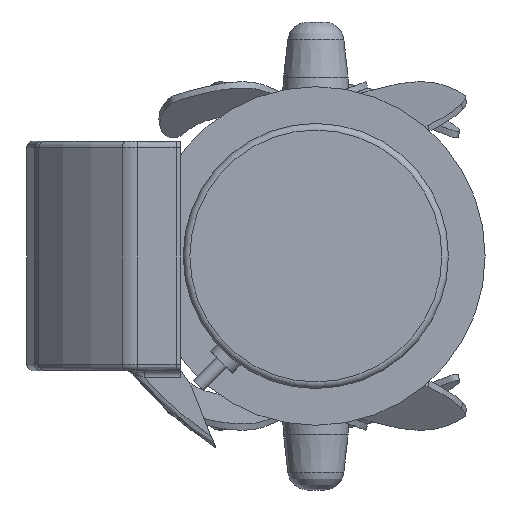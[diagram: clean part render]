
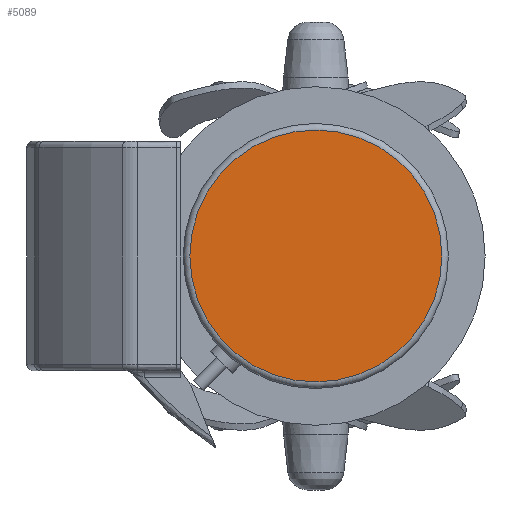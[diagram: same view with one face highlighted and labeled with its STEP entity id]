
A CAD part, front view. The second image highlights one B-rep face of the part: STEP entity #5089.
In plain terms, the highlighted planar face has unit normal (0, -1, 0).
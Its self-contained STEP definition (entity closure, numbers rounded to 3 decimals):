
#1141=FACE_OUTER_BOUND('',#1512,.T.);
#1512=EDGE_LOOP('',(#3743));
#1806=CIRCLE('',#5468,96.);
#2164=VERTEX_POINT('',#17660);
#2723=EDGE_CURVE('',#2164,#2164,#1806,.T.);
#3743=ORIENTED_EDGE('',*,*,#2723,.F.);
#4588=PLANE('',#5472);
#5089=ADVANCED_FACE('',(#1141),#4588,.T.);
#5468=AXIS2_PLACEMENT_3D('',#17661,#6185,#6186);
#5472=AXIS2_PLACEMENT_3D('',#17667,#6193,#6194);
#6185=DIRECTION('center_axis',(0.,1.,0.));
#6186=DIRECTION('ref_axis',(1.,0.,0.));
#6193=DIRECTION('center_axis',(0.,-1.,0.));
#6194=DIRECTION('ref_axis',(-1.,0.,0.));
#17660=CARTESIAN_POINT('',(-109.447,-570.531,-56.35));
#17661=CARTESIAN_POINT('Origin',(-13.447,-570.531,-56.35));
#17667=CARTESIAN_POINT('Origin',(-13.447,-570.531,-56.35));
